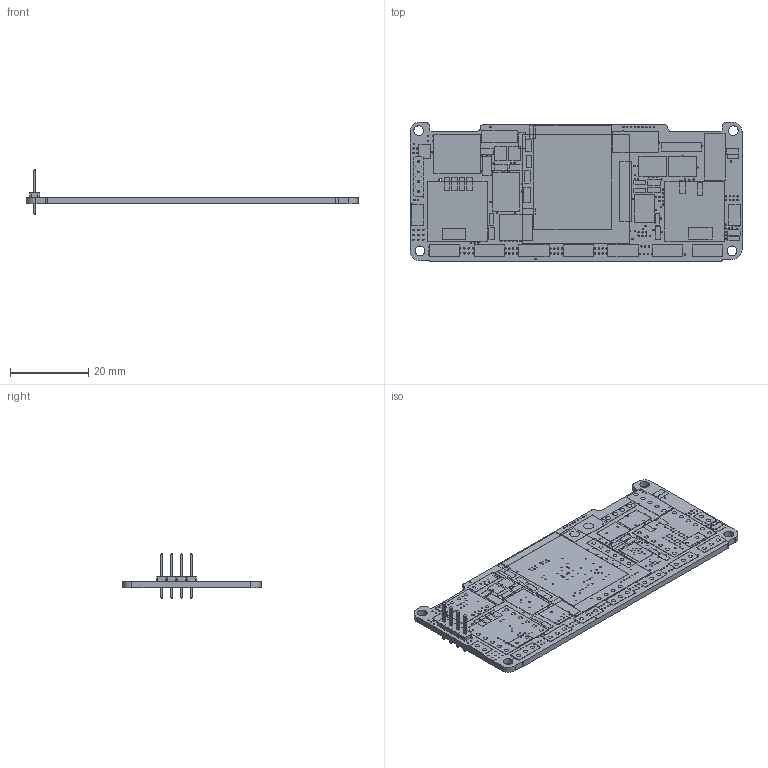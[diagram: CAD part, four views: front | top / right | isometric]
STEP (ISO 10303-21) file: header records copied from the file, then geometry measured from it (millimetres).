
FILE_DESCRIPTION(/* description */ (''),/* implementation_level */ '2;1');
FILE_NAME(/* name */ 'sumo v1.step',/* time_stamp */ '2024-08-16T11:11:53-05:00',/* author */ (''),/* organization */ (''),/* preprocessor_version */ 'ST-DEVELOPER v20',/* originating_system */ 'Autodesk Translation Framework v13.14.0.145',/* authorisation */ '');
FILE_SCHEMA (('AUTOMOTIVE_DESIGN { 1 0 10303 214 3 1 1 }'));
Length unit declared in the file: millimetre
Products named in the file (28): sumo; Board; Packages; MODULE_ESP32-WROOM-32D; 61300411121; 6130xx11121_PIN; 61300411121 (1); MAX-LANDSCAPE; MAX-LANDSCAPE (1); CAP_TANT_A; 0603; LED-0603; 0603 (1); TACTILE_SWITCH_SMD_5.2MM; 614105150721; XT30UPB-M; SOIC16; MA06-1; MA03-1; DISPLAY-OLED-128X64-I2C; HW-613; SOD123F; 1X02; E3,5-8; SOT23; EDG-04; TL3XYO; SOT223
Assembly tree (66 placements, depth 4):
  sumo
    Board
    Packages
      MODULE_ESP32-WROOM-32D
      61300411121
        6130xx11121_PIN  x4
        61300411121 (1)
      MAX-LANDSCAPE
      MAX-LANDSCAPE (1)
      CAP_TANT_A
      0603  x5
      LED-0603  x6
      0603 (1)  x15
      TACTILE_SWITCH_SMD_5.2MM  x3
      614105150721
      XT30UPB-M
      SOIC16
      MA06-1
      MA03-1  x7
      DISPLAY-OLED-128X64-I2C
      HW-613
      SOD123F  x2
      1X02  x2
      E3,5-8  x2
      SOT23  x3
      EDG-04
      TL3XYO
      SOT223
Bounding box: 85.09 x 35.88 x 11.54 mm (x, y, z)
Volume: 4749.7 mm3; surface area: 13086 mm2
Topology: 64 solids, 64 shells, 1003 faces, 2593 edges, 1718 vertices
Faces by surface type: plane 503, cylinder 500
Full cylindrical faces by diameter (mm): 0.35 x385, 0.457 x5, 0.762 x2, 0.813 x12, 1 x4, 1.016 x55, 1.1 x7, 1.2 x2, 1.27 x4, 2.5 x4, 2.54 x2
Entity records: 27634 total; most frequent: DIRECTION 4757, CARTESIAN_POINT 4299, ORIENTED_EDGE 4154, EDGE_CURVE 2077, AXIS2_PLACEMENT_3D 1840, EDGE_LOOP 1721, VERTEX_POINT 1382, LINE 1077
